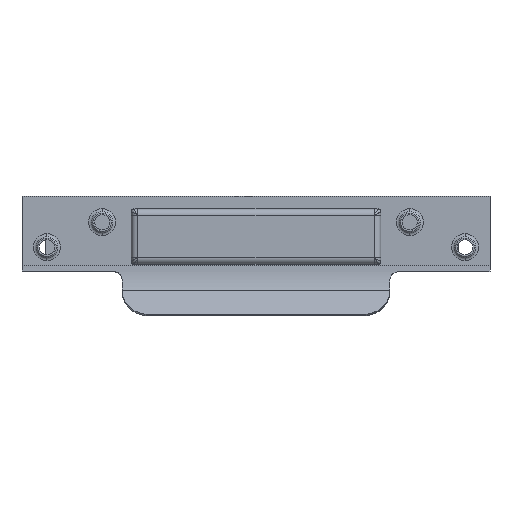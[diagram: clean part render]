
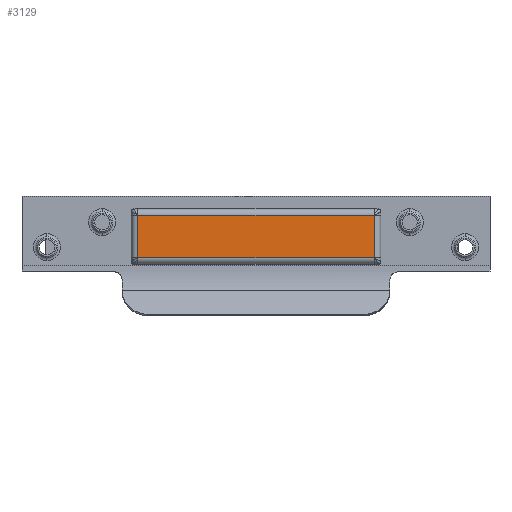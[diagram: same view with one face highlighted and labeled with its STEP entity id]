
A CAD part, top view. The second image highlights one B-rep face of the part: STEP entity #3129.
In plain terms, the highlighted face is planar.
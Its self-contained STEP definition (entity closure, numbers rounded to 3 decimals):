
#862 = VERTEX_POINT ( 'NONE', #10939 ) ;
#1032 = CARTESIAN_POINT ( 'NONE',  ( 47.5, -23.5, -12.298 ) ) ;
#1426 = DIRECTION ( 'NONE',  ( 0., 0., -1. ) ) ;
#1553 = EDGE_CURVE ( 'NONE', #26918, #29505, #5749, .T. ) ;
#1587 = VECTOR ( 'NONE', #25302, 1000. ) ;
#2626 = EDGE_CURVE ( 'NONE', #26918, #862, #11714, .T. ) ;
#3129 = ADVANCED_FACE ( 'NONE', ( #24134 ), #8863, .T. ) ;
#3836 = DIRECTION ( 'NONE',  ( 0., 0., -1. ) ) ;
#5312 = ORIENTED_EDGE ( 'NONE', *, *, #1553, .T. ) ;
#5749 = LINE ( 'NONE', #32897, #10578 ) ;
#5923 = VERTEX_POINT ( 'NONE', #16393 ) ;
#6439 = EDGE_CURVE ( 'NONE', #29505, #5923, #13652, .T. ) ;
#6789 = ORIENTED_EDGE ( 'NONE', *, *, #32602, .T. ) ;
#8863 = PLANE ( 'NONE',  #27886 ) ;
#8924 = CARTESIAN_POINT ( 'NONE',  ( -45., -23.5, 6.202 ) ) ;
#9985 = CARTESIAN_POINT ( 'NONE',  ( 47.5, -23.5, 6.202 ) ) ;
#10578 = VECTOR ( 'NONE', #15184, 1000. ) ;
#10609 = CARTESIAN_POINT ( 'NONE',  ( 47.5, -23.5, -9.798 ) ) ;
#10939 = CARTESIAN_POINT ( 'NONE',  ( -45., -23.5, -9.798 ) ) ;
#11714 = LINE ( 'NONE', #10609, #17763 ) ;
#13652 = LINE ( 'NONE', #9985, #1587 ) ;
#15184 = DIRECTION ( 'NONE',  ( 0., 0., 1. ) ) ;
#15240 = DIRECTION ( 'NONE',  ( -1., 0., 0. ) ) ;
#16393 = CARTESIAN_POINT ( 'NONE',  ( -45., -23.5, 6.202 ) ) ;
#17160 = ORIENTED_EDGE ( 'NONE', *, *, #2626, .F. ) ;
#17763 = VECTOR ( 'NONE', #15240, 1000. ) ;
#19125 = DIRECTION ( 'NONE',  ( 0., -1., 0. ) ) ;
#20398 = CARTESIAN_POINT ( 'NONE',  ( 45., -23.5, 6.202 ) ) ;
#23469 = EDGE_LOOP ( 'NONE', ( #17160, #5312, #26684, #6789 ) ) ;
#24134 = FACE_OUTER_BOUND ( 'NONE', #23469, .T. ) ;
#25302 = DIRECTION ( 'NONE',  ( -1., 0., 0. ) ) ;
#26684 = ORIENTED_EDGE ( 'NONE', *, *, #6439, .T. ) ;
#26918 = VERTEX_POINT ( 'NONE', #28781 ) ;
#27886 = AXIS2_PLACEMENT_3D ( 'NONE', #1032, #19125, #3836 ) ;
#28164 = VECTOR ( 'NONE', #1426, 1000. ) ;
#28781 = CARTESIAN_POINT ( 'NONE',  ( 45., -23.5, -9.798 ) ) ;
#29505 = VERTEX_POINT ( 'NONE', #20398 ) ;
#32158 = LINE ( 'NONE', #8924, #28164 ) ;
#32602 = EDGE_CURVE ( 'NONE', #5923, #862, #32158, .T. ) ;
#32897 = CARTESIAN_POINT ( 'NONE',  ( 45., -23.5, -9.798 ) ) ;
